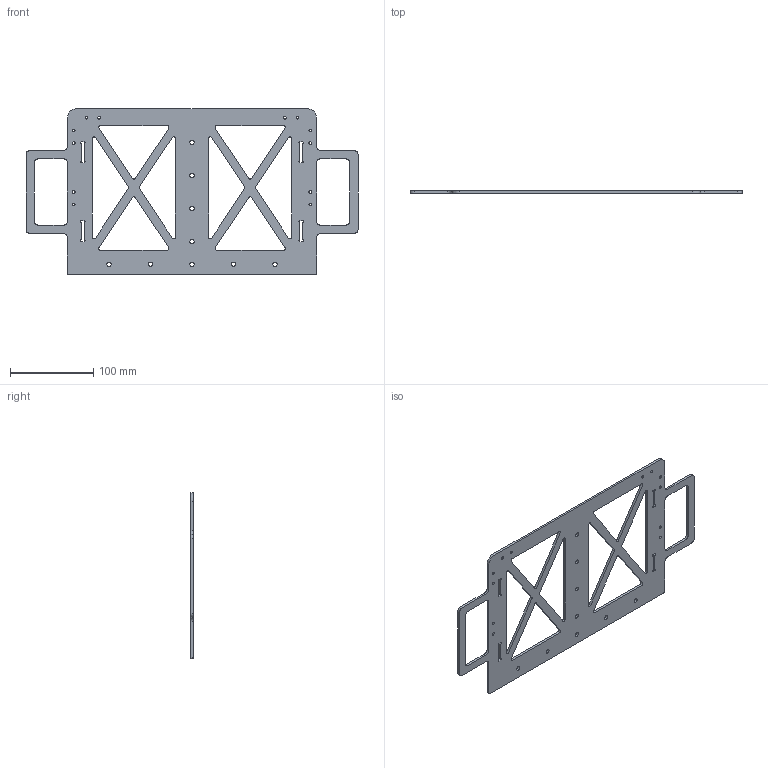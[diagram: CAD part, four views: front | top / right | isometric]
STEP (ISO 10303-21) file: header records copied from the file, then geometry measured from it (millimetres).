
FILE_DESCRIPTION(/* description */ (''),/* implementation_level */ '2;1');
FILE_NAME(/* name */ 'RP_Waist-Avobe-ver2.stp',/* time_stamp */ '2025-09-19T19:27:06+09:00',/* author */ ('佐藤智貴'),/* organization */ (''),/* preprocessor_version */ 'ST-DEVELOPER v20',/* originating_system */ 'Autodesk Inventor 2024',/* authorisation */ '');
FILE_SCHEMA (('AUTOMOTIVE_DESIGN { 1 0 10303 214 3 1 1 }'));
Length unit declared in the file: millimetre
Products named in the file (1): RP_Waist-Avobe-ver2
Bounding box: 400 x 3 x 200 mm (x, y, z)
Volume: 119515.7 mm3; surface area: 92266 mm2
Topology: 1 solids, 1 shells, 143 faces, 423 edges, 283 vertices
Faces by surface type: cylinder 81, plane 62
Full cylindrical faces by diameter (mm): 3.2 x12, 5.2 x9
Entity records: 5033 total; most frequent: DIRECTION 873, CARTESIAN_POINT 850, ORIENTED_EDGE 846, EDGE_CURVE 423, AXIS2_PLACEMENT_3D 306, VERTEX_POINT 282, LINE 261, VECTOR 261
